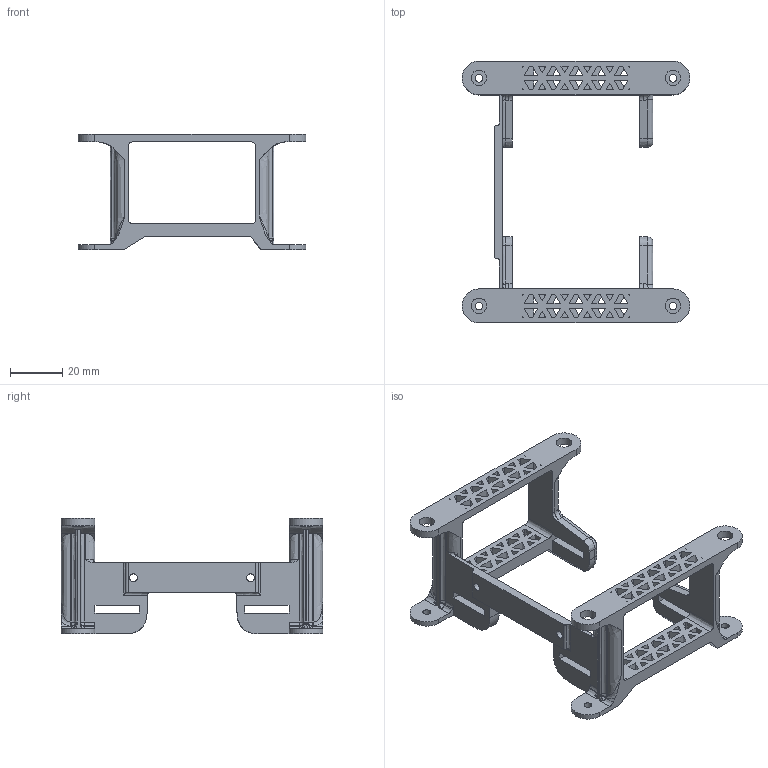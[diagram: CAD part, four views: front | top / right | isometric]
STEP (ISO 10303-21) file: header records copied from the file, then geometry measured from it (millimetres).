
FILE_DESCRIPTION(/* description */ ('STEP AP242','CAx-IF Rec.Pracs.---Representation and Presentation of Product Manufacturing Information (PMI)---4.0---2014-10-13','CAx-IF Rec.Pracs.---3D Tessellated Geometry---0.4---2014-09-14','2;1'),/* implementation_level */ '2;1');
FILE_NAME(/* name */ '663661417859092b1b9dab87',/* time_stamp */ '2024-05-04T16:24:34Z',/* author */ (''),/* organization */ (''),/* preprocessor_version */ 'ST-DEVELOPER v20',/* originating_system */ ' ',/* authorisation */ ' ');
FILE_SCHEMA (('AP242_MANAGED_MODEL_BASED_3D_ENGINEERING_MIM_LF { 1 0 10303 442 1 1 4 }'));
Length unit declared in the file: metre
Products named in the file (1): Part 1
Bounding box: 87.54 x 100.54 x 44.5 mm (x, y, z)
Volume: 31260.5 mm3; surface area: 23918.3 mm2
Topology: 1 solids, 1 shells, 547 faces, 1602 edges, 1041 vertices
Faces by surface type: plane 390, bspline 139, cylinder 18
Full cylindrical faces by diameter (mm): 3 x6, 6 x4
Entity records: 26811 total; most frequent: CARTESIAN_POINT 13371, ORIENTED_EDGE 3172, DIRECTION 1957, EDGE_CURVE 1586, LINE 1067, VECTOR 1067, VERTEX_POINT 1037, EDGE_LOOP 735
